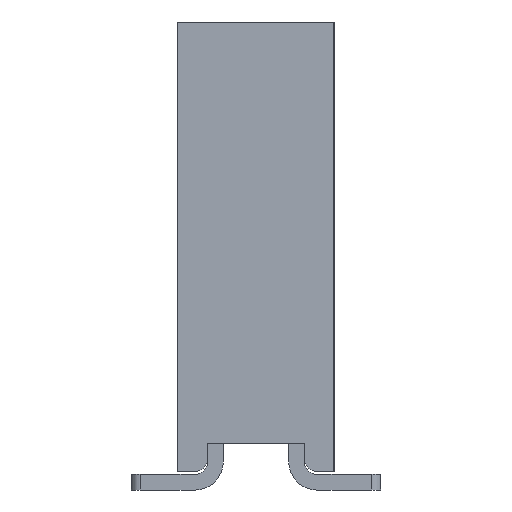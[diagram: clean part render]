
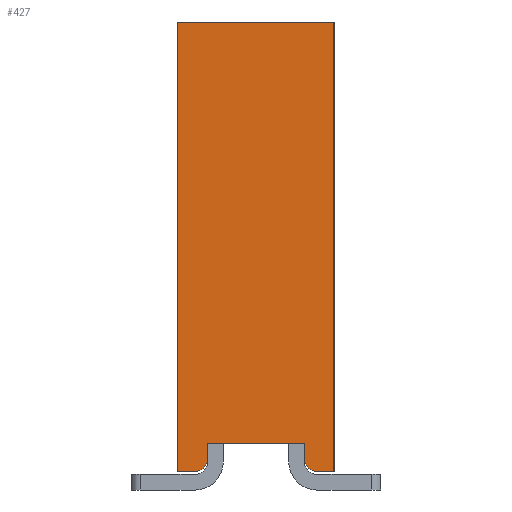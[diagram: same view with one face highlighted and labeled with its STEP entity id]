
A CAD part, left-side view. The second image highlights one B-rep face of the part: STEP entity #427.
In plain terms, the highlighted planar face has unit normal (-1, 0, 0).
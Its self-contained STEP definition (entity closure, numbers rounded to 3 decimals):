
#132=CIRCLE('',#11436,0.2);
#133=CIRCLE('',#11437,0.2);
#427=ADVANCED_FACE('',(#1505),#1015,.T.);
#1015=PLANE('',#11438);
#1505=FACE_OUTER_BOUND('',#2117,.T.);
#2117=EDGE_LOOP('',(#3164,#3165,#3166,#3167,#3168,#3169,#3170,#3171,#3172,
#3173));
#3164=ORIENTED_EDGE('',*,*,#7267,.T.);
#3165=ORIENTED_EDGE('',*,*,#7372,.T.);
#3166=ORIENTED_EDGE('',*,*,#7260,.T.);
#3167=ORIENTED_EDGE('',*,*,#7264,.F.);
#3168=ORIENTED_EDGE('',*,*,#7246,.F.);
#3169=ORIENTED_EDGE('',*,*,#7373,.T.);
#3170=ORIENTED_EDGE('',*,*,#7374,.T.);
#3171=ORIENTED_EDGE('',*,*,#7370,.T.);
#3172=ORIENTED_EDGE('',*,*,#7368,.T.);
#3173=ORIENTED_EDGE('',*,*,#7375,.F.);
#6175=VERTEX_POINT('',#15783);
#6176=VERTEX_POINT('',#15785);
#6184=VERTEX_POINT('',#15806);
#6187=VERTEX_POINT('',#15811);
#6192=VERTEX_POINT('',#15825);
#6193=VERTEX_POINT('',#15827);
#6291=VERTEX_POINT('',#16024);
#6293=VERTEX_POINT('',#16028);
#6295=VERTEX_POINT('',#16034);
#6296=VERTEX_POINT('',#16039);
#7246=EDGE_CURVE('',#6175,#6176,#8860,.T.);
#7260=EDGE_CURVE('',#6184,#6187,#8874,.T.);
#7264=EDGE_CURVE('',#6176,#6187,#8878,.T.);
#7267=EDGE_CURVE('',#6193,#6192,#8881,.T.);
#7368=EDGE_CURVE('',#6291,#6293,#8982,.T.);
#7370=EDGE_CURVE('',#6295,#6291,#8984,.T.);
#7372=EDGE_CURVE('',#6192,#6184,#132,.T.);
#7373=EDGE_CURVE('',#6175,#6296,#133,.T.);
#7374=EDGE_CURVE('',#6296,#6295,#8986,.T.);
#7375=EDGE_CURVE('',#6193,#6293,#8987,.T.);
#8860=LINE('',#15784,#10278);
#8874=LINE('',#15812,#10292);
#8878=LINE('',#15819,#10296);
#8881=LINE('',#15826,#10299);
#8982=LINE('',#16029,#10400);
#8984=LINE('',#16033,#10402);
#8986=LINE('',#16040,#10404);
#8987=LINE('',#16041,#10405);
#10278=VECTOR('',#12571,1.);
#10292=VECTOR('',#12589,1.);
#10296=VECTOR('',#12595,1.);
#10299=VECTOR('',#12600,1.);
#10400=VECTOR('',#12703,1.);
#10402=VECTOR('',#12707,1.);
#10404=VECTOR('',#12715,1.);
#10405=VECTOR('',#12716,1.);
#11436=AXIS2_PLACEMENT_3D('',#16037,#12711,#12712);
#11437=AXIS2_PLACEMENT_3D('',#16038,#12713,#12714);
#11438=AXIS2_PLACEMENT_3D('',#16042,#12717,#12718);
#12571=DIRECTION('',(0.,0.,1.));
#12589=DIRECTION('',(0.,0.,1.));
#12595=DIRECTION('',(0.,1.,0.));
#12600=DIRECTION('',(0.,-1.,0.));
#12703=DIRECTION('',(0.,1.,0.));
#12707=DIRECTION('',(0.,0.,1.));
#12711=DIRECTION('',(-1.,0.,0.));
#12712=DIRECTION('',(0.,0.,1.));
#12713=DIRECTION('',(-1.,0.,0.));
#12714=DIRECTION('',(0.,0.,1.));
#12715=DIRECTION('',(0.,-1.,0.));
#12716=DIRECTION('',(0.,0.,1.));
#12717=DIRECTION('',(-1.,0.,0.));
#12718=DIRECTION('',(0.,0.,1.));
#15783=CARTESIAN_POINT('',(0.,0.475,0.2));
#15784=CARTESIAN_POINT('',(0.,0.475,0.45));
#15785=CARTESIAN_POINT('',(0.,0.475,0.45));
#15806=CARTESIAN_POINT('',(0.,2.025,0.2));
#15811=CARTESIAN_POINT('',(0.,2.025,0.45));
#15812=CARTESIAN_POINT('',(0.,2.025,0.45));
#15819=CARTESIAN_POINT('',(0.,0.475,0.45));
#15825=CARTESIAN_POINT('',(0.,2.225,0.));
#15826=CARTESIAN_POINT('',(0.,1.25,0.));
#15827=CARTESIAN_POINT('',(0.,2.5,0.));
#16024=CARTESIAN_POINT('',(0.,0.,7.2));
#16028=CARTESIAN_POINT('',(0.,2.5,7.2));
#16029=CARTESIAN_POINT('',(0.,1.25,7.2));
#16033=CARTESIAN_POINT('',(0.,0.,0.));
#16034=CARTESIAN_POINT('',(0.,0.,0.));
#16037=CARTESIAN_POINT('',(0.,2.225,0.2));
#16038=CARTESIAN_POINT('',(0.,0.275,0.2));
#16039=CARTESIAN_POINT('',(0.,0.275,0.));
#16040=CARTESIAN_POINT('',(0.,1.25,0.));
#16041=CARTESIAN_POINT('',(0.,2.5,0.));
#16042=CARTESIAN_POINT('',(0.,1.25,0.));
